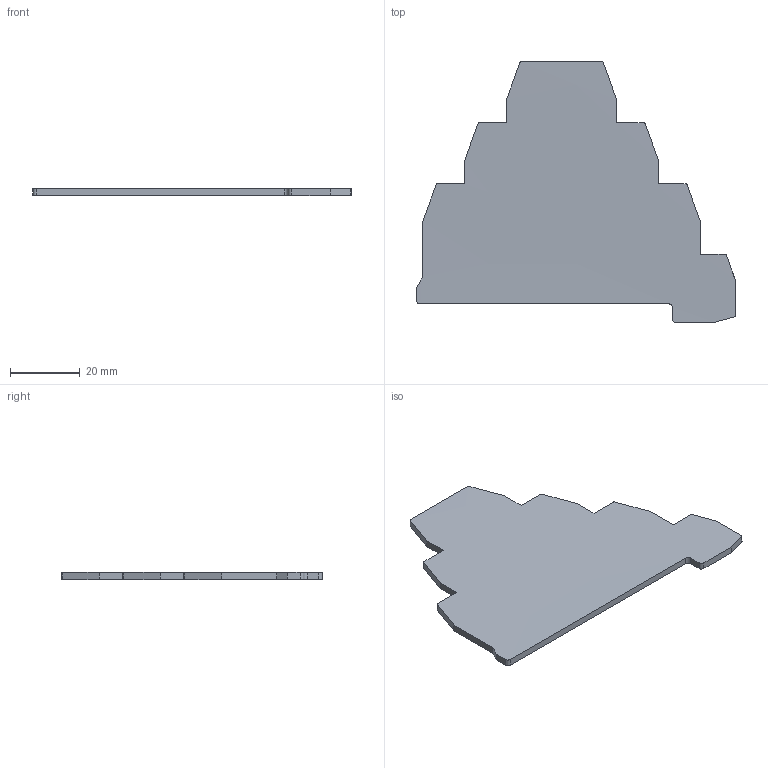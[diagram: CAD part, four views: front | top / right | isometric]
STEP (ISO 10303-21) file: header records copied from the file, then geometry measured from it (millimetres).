
FILE_DESCRIPTION(('FreeCAD Model'),'2;1');
FILE_NAME('2862_AP_VMAK_2,5.stp','2018-09-01T10:36:20',('Author'),(''), 'Open CASCADE STEP processor 7.2','FreeCAD','Unknown');
FILE_SCHEMA(('AUTOMOTIVE_DESIGN { 1 0 10303 214 1 1 1 1 }'));
Length unit declared in the file: millimetre
Products named in the file (1): 2862_AP_VMAK_2,5
Bounding box: 91.26 x 74.6 x 2.14 mm (x, y, z)
Volume: 8718.4 mm3; surface area: 9325.4 mm2
Topology: 1 solids, 1 shells, 39 faces, 111 edges, 74 vertices
Faces by surface type: extrusion 37, bspline 2
Entity records: 4038 total; most frequent: CARTESIAN_POINT 2092, ORIENTED_EDGE 222, PCURVE 222, DEFINITIONAL_REPRESENTATION 222, DIRECTION 217, VECTOR 215, B_SPLINE_CURVE_WITH_KNOTS 192, LINE 178
